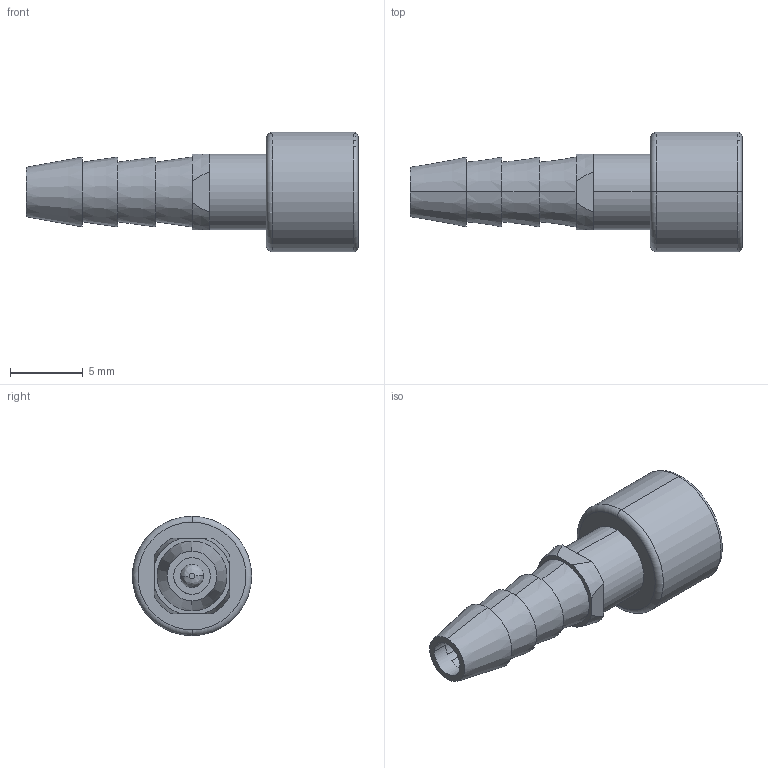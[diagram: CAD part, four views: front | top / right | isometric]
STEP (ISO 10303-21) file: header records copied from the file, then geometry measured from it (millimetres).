
FILE_DESCRIPTION((''),'2;1');
FILE_NAME('PCM-4_11','2017-06-17T',('tl.yang'),(''),'PRO/ENGINEER BY PARAMETRIC TECHNOLOGY CORPORATION, 2011500','PRO/ENGINEER BY PARAMETRIC TECHNOLOGY CORPORATION, 2011500','');
FILE_SCHEMA(('CONFIG_CONTROL_DESIGN'));
Length unit declared in the file: millimetre
Products named in the file (1): PCM-4_11
Bounding box: 22.8 x 8.2 x 8.2 mm (x, y, z)
Volume: 373.4 mm3; surface area: 801.7 mm2
Topology: 1 solids, 3 shells, 98 faces, 260 edges, 176 vertices
Faces by surface type: plane 38, cylinder 30, cone 18, torus 10, bspline 2
Entity records: 3236 total; most frequent: CARTESIAN_POINT 622, DIRECTION 586, ORIENTED_EDGE 520, EDGE_CURVE 260, AXIS2_PLACEMENT_3D 238, VERTEX_POINT 176, CIRCLE 142, VECTOR 110
